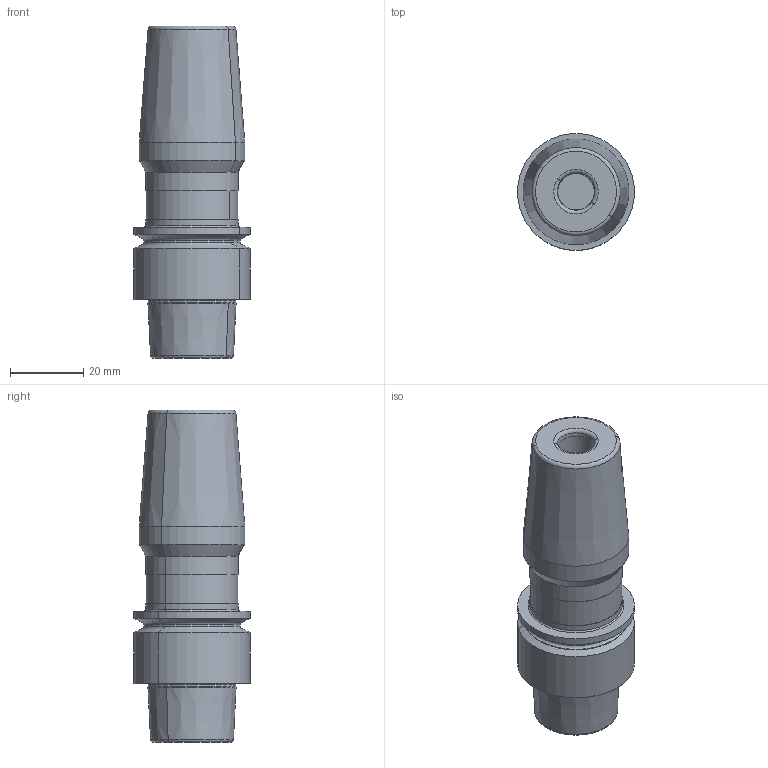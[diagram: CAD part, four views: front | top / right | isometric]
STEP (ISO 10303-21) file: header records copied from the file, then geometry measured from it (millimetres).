
FILE_DESCRIPTION((''),'2;1');
FILE_NAME('606166636-000-CD1','2013-10-14T',('brunnert'),(''),'PRO/ENGINEER BY PARAMETRIC TECHNOLOGY CORPORATION, 2011220','PRO/ENGINEER BY PARAMETRIC TECHNOLOGY CORPORATION, 2011220','');
FILE_SCHEMA(('AUTOMOTIVE_DESIGN_CC2 { 1 2 10303 214 -1 1 5 2 }'));
Length unit declared in the file: millimetre
Products named in the file (1): 606166636-000-CD1
Bounding box: 31.88 x 31.88 x 90.9 mm (x, y, z)
Volume: 49165.5 mm3; surface area: 10870.3 mm2
Topology: 1 solids, 1 shells, 64 faces, 788 edges, 1196 vertices
Faces by surface type: cylinder 20, cone 18, torus 16, plane 10
Entity records: 8572 total; most frequent: CARTESIAN_POINT 2612, PRESENTATION_STYLE_ASSIGNMENT 868, STYLED_ITEM 868, CURVE_STYLE 829, DIRECTION 658, B_SPLINE_CURVE_WITH_KNOTS 401, TRIMMED_CURVE 261, VECTOR 254
